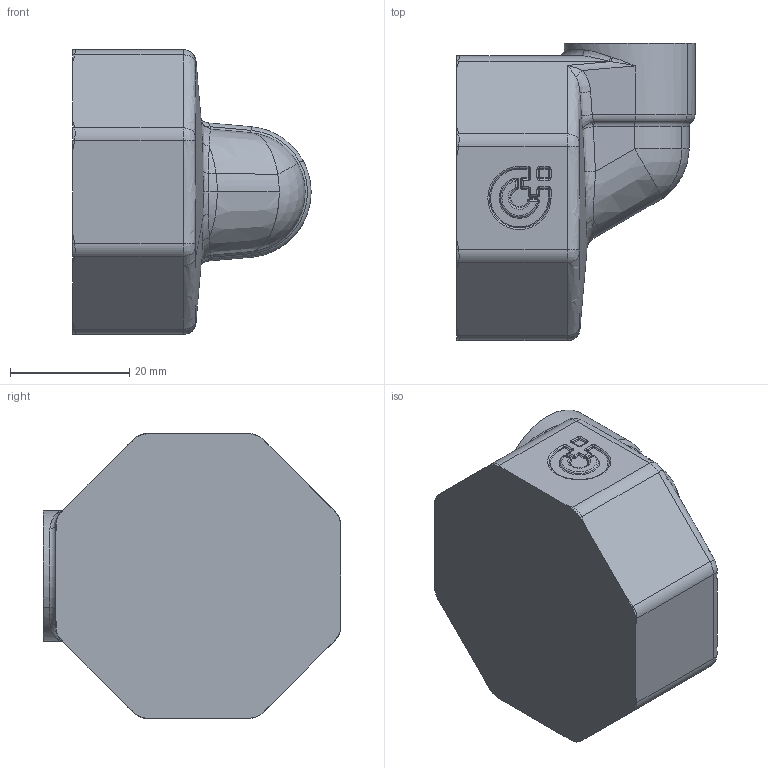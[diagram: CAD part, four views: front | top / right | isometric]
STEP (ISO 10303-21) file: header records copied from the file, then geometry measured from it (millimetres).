
FILE_DESCRIPTION(('CATIA V5 STEP Exchange','CAx-IF Rec.Pracs.--- Model Styling and Organization---1.4--- 2014-01-23','CAx-IF Rec.Pracs.---3D Tessellated Data Validation Properties---0.5---2014-09-14'),'2;1');
FILE_NAME('STEP_599573_-_TST.stp','2021-06-24T12:10:50+00:00',('none'),('none'),'CATIA Version 5-6 Release 2019 SP3','CATIA V5 STEP AP242 v1','none');
FILE_SCHEMA(('AP242_MANAGED_MODEL_BASED_3D_ENGINEERING_MIM_LF {1 0 10303 442 1 1 4}'));
Length unit declared in the file: millimetre
Products named in the file (1): 599573 - TST
Bounding box: 40 x 49.9 x 47.8 mm (x, y, z)
Volume: 48998.2 mm3; surface area: 8193.2 mm2
Topology: 1 solids, 1 shells, 278 faces, 647 edges, 370 vertices
Faces by surface type: bspline 110, cylinder 90, torus 35, plane 21, sphere 20, cone 2
Entity records: 27977 total; most frequent: CARTESIAN_POINT 22782, ORIENTED_EDGE 1280, EDGE_CURVE 640, DIRECTION 636, VERTEX_POINT 370, AXIS2_PLACEMENT_3D 334, B_SPLINE_CURVE_WITH_KNOTS 324, EDGE_LOOP 284
